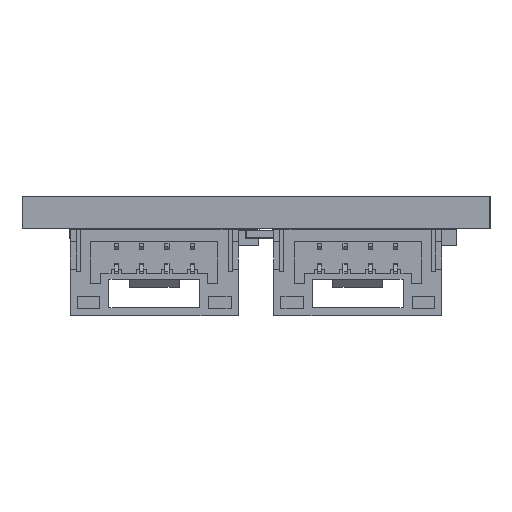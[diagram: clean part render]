
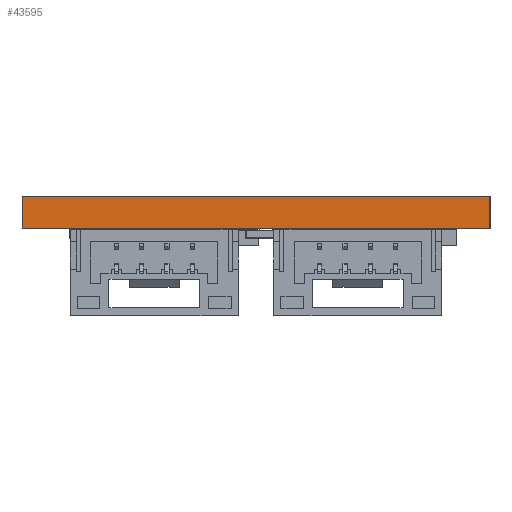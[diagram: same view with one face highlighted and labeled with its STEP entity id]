
A CAD part, left-side view. The second image highlights one B-rep face of the part: STEP entity #43595.
In plain terms, the highlighted planar face has unit normal (-1, 0, 0).
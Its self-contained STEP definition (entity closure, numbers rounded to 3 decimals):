
#42448 = PLANE('',#42449);
#42449 = AXIS2_PLACEMENT_3D('',#42450,#42451,#42452);
#42450 = CARTESIAN_POINT('',(12.5,11.5,0.));
#42451 = DIRECTION('',(-0.,-0.,-1.));
#42452 = DIRECTION('',(-1.,0.,0.));
#42504 = PLANE('',#42505);
#42505 = AXIS2_PLACEMENT_3D('',#42506,#42507,#42508);
#42506 = CARTESIAN_POINT('',(12.5,11.5,1.6));
#42507 = DIRECTION('',(-0.,-0.,-1.));
#42508 = DIRECTION('',(-1.,0.,0.));
#42720 = VERTEX_POINT('',#42721);
#42721 = CARTESIAN_POINT('',(0.,-0.,0.));
#42735 = PLANE('',#42736);
#42736 = AXIS2_PLACEMENT_3D('',#42737,#42738,#42739);
#42737 = CARTESIAN_POINT('',(25.,0.,0.));
#42738 = DIRECTION('',(0.,-1.,0.));
#42739 = DIRECTION('',(-1.,0.,0.));
#42747 = EDGE_CURVE('',#42720,#42748,#42750,.T.);
#42748 = VERTEX_POINT('',#42749);
#42749 = CARTESIAN_POINT('',(0.,23.,0.));
#42750 = SURFACE_CURVE('',#42751,(#42755,#42762),.PCURVE_S1.);
#42751 = LINE('',#42752,#42753);
#42752 = CARTESIAN_POINT('',(0.,-0.,0.));
#42753 = VECTOR('',#42754,1.);
#42754 = DIRECTION('',(0.,1.,0.));
#42755 = PCURVE('',#42448,#42756);
#42756 = DEFINITIONAL_REPRESENTATION('',(#42757),#42761);
#42757 = LINE('',#42758,#42759);
#42758 = CARTESIAN_POINT('',(12.5,-11.5));
#42759 = VECTOR('',#42760,1.);
#42760 = DIRECTION('',(0.,1.));
#42761 = ( GEOMETRIC_REPRESENTATION_CONTEXT(2) 
PARAMETRIC_REPRESENTATION_CONTEXT() REPRESENTATION_CONTEXT('2D SPACE',''
  ) );
#42762 = PCURVE('',#42763,#42768);
#42763 = PLANE('',#42764);
#42764 = AXIS2_PLACEMENT_3D('',#42765,#42766,#42767);
#42765 = CARTESIAN_POINT('',(0.,0.,0.));
#42766 = DIRECTION('',(-1.,0.,0.));
#42767 = DIRECTION('',(0.,1.,0.));
#42768 = DEFINITIONAL_REPRESENTATION('',(#42769),#42773);
#42769 = LINE('',#42770,#42771);
#42770 = CARTESIAN_POINT('',(0.,0.));
#42771 = VECTOR('',#42772,1.);
#42772 = DIRECTION('',(1.,0.));
#42773 = ( GEOMETRIC_REPRESENTATION_CONTEXT(2) 
PARAMETRIC_REPRESENTATION_CONTEXT() REPRESENTATION_CONTEXT('2D SPACE',''
  ) );
#42791 = PLANE('',#42792);
#42792 = AXIS2_PLACEMENT_3D('',#42793,#42794,#42795);
#42793 = CARTESIAN_POINT('',(0.,23.,0.));
#42794 = DIRECTION('',(0.,1.,0.));
#42795 = DIRECTION('',(1.,0.,0.));
#43167 = VERTEX_POINT('',#43168);
#43168 = CARTESIAN_POINT('',(0.,0.,1.6));
#43189 = EDGE_CURVE('',#43167,#43190,#43192,.T.);
#43190 = VERTEX_POINT('',#43191);
#43191 = CARTESIAN_POINT('',(0.,23.,1.6));
#43192 = SURFACE_CURVE('',#43193,(#43197,#43204),.PCURVE_S1.);
#43193 = LINE('',#43194,#43195);
#43194 = CARTESIAN_POINT('',(0.,0.,1.6));
#43195 = VECTOR('',#43196,1.);
#43196 = DIRECTION('',(0.,1.,0.));
#43197 = PCURVE('',#42504,#43198);
#43198 = DEFINITIONAL_REPRESENTATION('',(#43199),#43203);
#43199 = LINE('',#43200,#43201);
#43200 = CARTESIAN_POINT('',(12.5,-11.5));
#43201 = VECTOR('',#43202,1.);
#43202 = DIRECTION('',(0.,1.));
#43203 = ( GEOMETRIC_REPRESENTATION_CONTEXT(2) 
PARAMETRIC_REPRESENTATION_CONTEXT() REPRESENTATION_CONTEXT('2D SPACE',''
  ) );
#43204 = PCURVE('',#42763,#43205);
#43205 = DEFINITIONAL_REPRESENTATION('',(#43206),#43210);
#43206 = LINE('',#43207,#43208);
#43207 = CARTESIAN_POINT('',(0.,-1.6));
#43208 = VECTOR('',#43209,1.);
#43209 = DIRECTION('',(1.,0.));
#43210 = ( GEOMETRIC_REPRESENTATION_CONTEXT(2) 
PARAMETRIC_REPRESENTATION_CONTEXT() REPRESENTATION_CONTEXT('2D SPACE',''
  ) );
#43573 = EDGE_CURVE('',#42748,#43190,#43574,.T.);
#43574 = SURFACE_CURVE('',#43575,(#43579,#43586),.PCURVE_S1.);
#43575 = LINE('',#43576,#43577);
#43576 = CARTESIAN_POINT('',(0.,23.,0.));
#43577 = VECTOR('',#43578,1.);
#43578 = DIRECTION('',(0.,0.,1.));
#43579 = PCURVE('',#42791,#43580);
#43580 = DEFINITIONAL_REPRESENTATION('',(#43581),#43585);
#43581 = LINE('',#43582,#43583);
#43582 = CARTESIAN_POINT('',(0.,0.));
#43583 = VECTOR('',#43584,1.);
#43584 = DIRECTION('',(0.,-1.));
#43585 = ( GEOMETRIC_REPRESENTATION_CONTEXT(2) 
PARAMETRIC_REPRESENTATION_CONTEXT() REPRESENTATION_CONTEXT('2D SPACE',''
  ) );
#43586 = PCURVE('',#42763,#43587);
#43587 = DEFINITIONAL_REPRESENTATION('',(#43588),#43592);
#43588 = LINE('',#43589,#43590);
#43589 = CARTESIAN_POINT('',(23.,0.));
#43590 = VECTOR('',#43591,1.);
#43591 = DIRECTION('',(0.,-1.));
#43592 = ( GEOMETRIC_REPRESENTATION_CONTEXT(2) 
PARAMETRIC_REPRESENTATION_CONTEXT() REPRESENTATION_CONTEXT('2D SPACE',''
  ) );
#43595 = ADVANCED_FACE('',(#43596),#42763,.T.);
#43596 = FACE_BOUND('',#43597,.T.);
#43597 = EDGE_LOOP('',(#43598,#43619,#43620,#43621));
#43598 = ORIENTED_EDGE('',*,*,#43599,.T.);
#43599 = EDGE_CURVE('',#42720,#43167,#43600,.T.);
#43600 = SURFACE_CURVE('',#43601,(#43605,#43612),.PCURVE_S1.);
#43601 = LINE('',#43602,#43603);
#43602 = CARTESIAN_POINT('',(0.,-0.,0.));
#43603 = VECTOR('',#43604,1.);
#43604 = DIRECTION('',(0.,0.,1.));
#43605 = PCURVE('',#42763,#43606);
#43606 = DEFINITIONAL_REPRESENTATION('',(#43607),#43611);
#43607 = LINE('',#43608,#43609);
#43608 = CARTESIAN_POINT('',(0.,0.));
#43609 = VECTOR('',#43610,1.);
#43610 = DIRECTION('',(0.,-1.));
#43611 = ( GEOMETRIC_REPRESENTATION_CONTEXT(2) 
PARAMETRIC_REPRESENTATION_CONTEXT() REPRESENTATION_CONTEXT('2D SPACE',''
  ) );
#43612 = PCURVE('',#42735,#43613);
#43613 = DEFINITIONAL_REPRESENTATION('',(#43614),#43618);
#43614 = LINE('',#43615,#43616);
#43615 = CARTESIAN_POINT('',(25.,0.));
#43616 = VECTOR('',#43617,1.);
#43617 = DIRECTION('',(0.,-1.));
#43618 = ( GEOMETRIC_REPRESENTATION_CONTEXT(2) 
PARAMETRIC_REPRESENTATION_CONTEXT() REPRESENTATION_CONTEXT('2D SPACE',''
  ) );
#43619 = ORIENTED_EDGE('',*,*,#43189,.T.);
#43620 = ORIENTED_EDGE('',*,*,#43573,.F.);
#43621 = ORIENTED_EDGE('',*,*,#42747,.F.);
